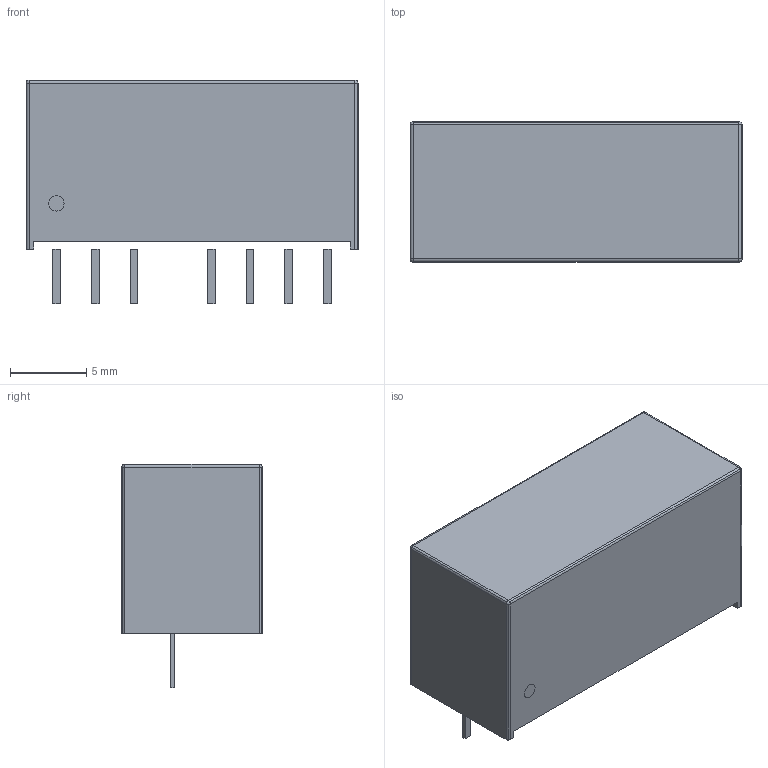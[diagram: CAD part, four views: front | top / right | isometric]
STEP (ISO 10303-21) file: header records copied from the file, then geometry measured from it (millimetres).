
FILE_DESCRIPTION((''),'2;1');
FILE_NAME('DCDC_TRACO_TMR.stp','2009-12-09T09:19:56',(''),(''),'Mechanical Desktop 2006','Mechanical Desktop 2006',', , ');
FILE_SCHEMA(('AUTOMOTIVE_DESIGN { 1 2 10303 214 0 1 1 1 }'));
Length unit declared in the file: millimetre
Products named in the file (1): Product
Bounding box: 21.8 x 9.2 x 14.7 mm (x, y, z)
Volume: 2132.8 mm3; surface area: 1110.3 mm2
Topology: 9 solids, 9 shells, 79 faces, 172 edges, 108 vertices
Faces by surface type: plane 55, cylinder 20, sphere 4
Entity records: 2157 total; most frequent: DIRECTION 368, CARTESIAN_POINT 356, ORIENTED_EDGE 336, EDGE_CURVE 168, VECTOR 128, LINE 128, AXIS2_PLACEMENT_3D 120, VERTEX_POINT 108
